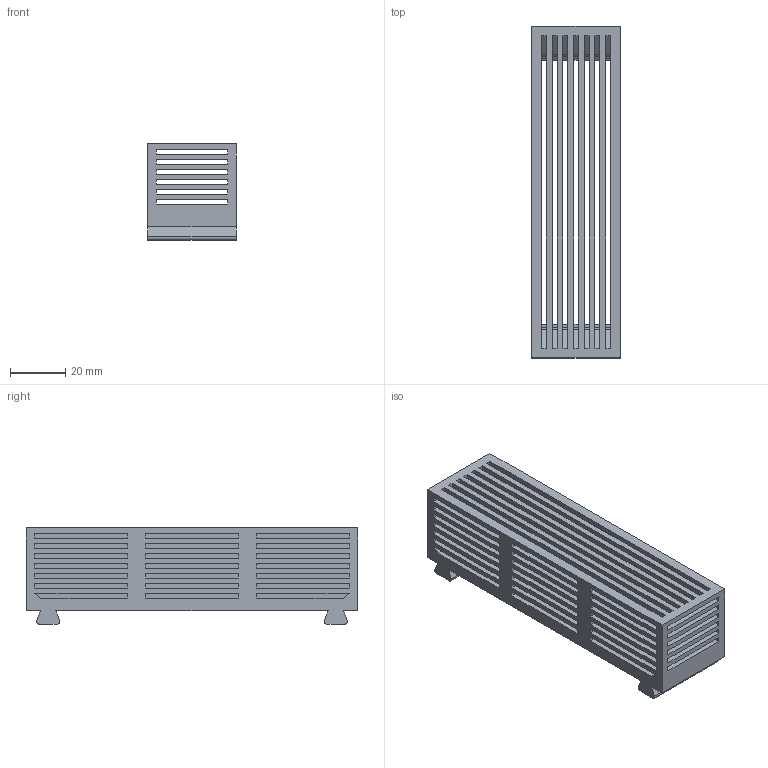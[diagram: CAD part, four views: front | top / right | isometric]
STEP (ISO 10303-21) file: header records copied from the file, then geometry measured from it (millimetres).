
FILE_DESCRIPTION (( 'STEP AP203' ), '1' );
FILE_NAME ('P4_3D Printed Fume Filter - Pellet Tray.STEP', '2023-08-15T16:48:57', ( '' ), ( '' ), 'SwSTEP 2.0', 'SolidWorks 2020', '' );
FILE_SCHEMA (( 'CONFIG_CONTROL_DESIGN' ));
Length unit declared in the file: millimetre
Products named in the file (1): P4_3D Printed Fume Filter - Pellet Tray
Bounding box: 32 x 119.99 x 34.8 mm (x, y, z)
Volume: 21811.5 mm3; surface area: 27387.5 mm2
Topology: 1 solids, 1 shells, 181 faces, 558 edges, 372 vertices
Faces by surface type: plane 175, cylinder 6
Entity records: 6341 total; most frequent: ORIENTED_EDGE 1116, CARTESIAN_POINT 1112, DIRECTION 934, EDGE_CURVE 558, VECTOR 546, LINE 546, VERTEX_POINT 372, EDGE_LOOP 254
